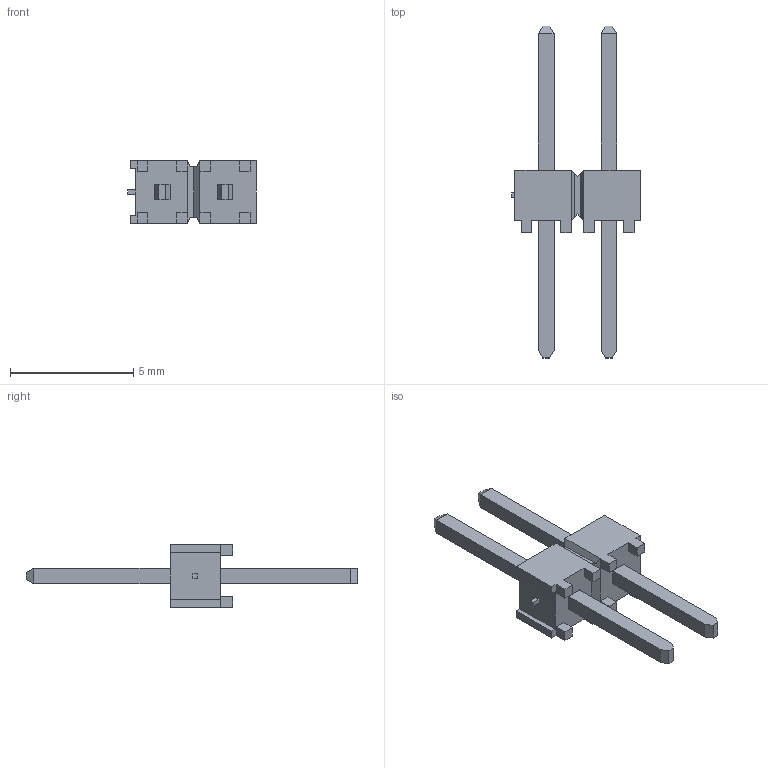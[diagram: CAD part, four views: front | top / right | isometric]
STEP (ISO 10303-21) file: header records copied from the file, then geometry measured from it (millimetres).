
FILE_DESCRIPTION(/* description */ ('STEP AP214'),/* implementation_level */ '2;1');
FILE_NAME(/* name */ 'TSW-102-08-L-S',/* time_stamp */ '2023-10-25T16:49:42+02:00',/* author */ ('License CC BY-ND 4.0'),/* organization */ ('CADENAS'),/* preprocessor_version */ 'ST-DEVELOPER v19.3',/* originating_system */ 'PARTsolutions',/* authorisation */ ' ');
FILE_SCHEMA (('AUTOMOTIVE_DESIGN {1 0 10303 214 3 1 1}'));
Length unit declared in the file: inch
Products named in the file (3): TSW-102-08-L-S; T-1S6-08-TSW-1-08-2-S; TSW-102-08-L-S_body
Assembly tree (2 placements, depth 2):
  TSW-102-08-L-S
    T-1S6-08-TSW-1-08-2-S
    TSW-102-08-L-S_body
Bounding box: 5.21 x 13.46 x 2.54 mm (x, y, z)
Volume: 34.9 mm3; surface area: 147.7 mm2
Topology: 2 solids, 2 shells, 107 faces, 274 edges, 176 vertices
Faces by surface type: plane 107
Entity records: 3234 total; most frequent: CARTESIAN_POINT 560, ORIENTED_EDGE 548, DIRECTION 494, EDGE_CURVE 274, LINE 274, VECTOR 274, VERTEX_POINT 176, EDGE_LOOP 116
